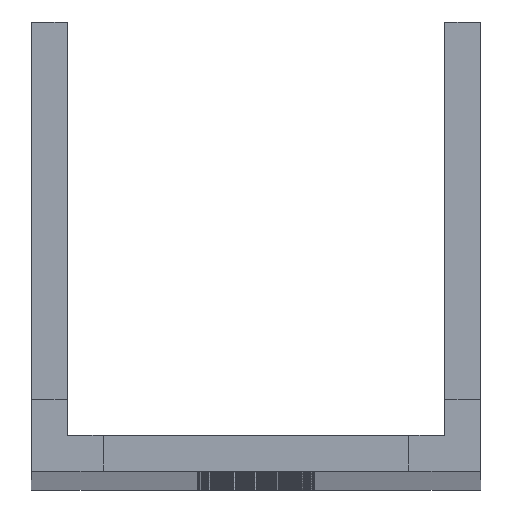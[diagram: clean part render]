
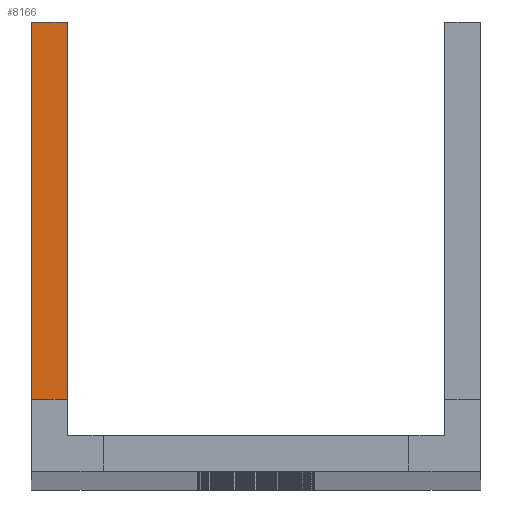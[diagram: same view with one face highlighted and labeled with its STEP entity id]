
A CAD part, top view. The second image highlights one B-rep face of the part: STEP entity #8166.
In plain terms, the highlighted planar face has unit normal (0, 0, 1).
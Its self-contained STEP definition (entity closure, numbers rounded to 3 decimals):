
#981=FACE_OUTER_BOUND('',#1509,.T.);
#1509=EDGE_LOOP('',(#6692,#6693,#6694,#6695));
#1875=LINE('',#12078,#2643);
#1940=LINE('',#12327,#2708);
#1945=LINE('',#12336,#2713);
#2306=LINE('',#13298,#3074);
#2643=VECTOR('',#9635,10.);
#2708=VECTOR('',#9822,10.);
#2713=VECTOR('',#9829,10.);
#3074=VECTOR('',#10912,10.);
#3587=VERTEX_POINT('',#12075);
#3588=VERTEX_POINT('',#12077);
#3711=VERTEX_POINT('',#12325);
#3714=VERTEX_POINT('',#12334);
#4343=EDGE_CURVE('',#3588,#3587,#1875,.T.);
#4468=EDGE_CURVE('',#3587,#3711,#1940,.T.);
#4473=EDGE_CURVE('',#3711,#3714,#1945,.T.);
#4954=EDGE_CURVE('',#3714,#3588,#2306,.T.);
#6692=ORIENTED_EDGE('',*,*,#4468,.T.);
#6693=ORIENTED_EDGE('',*,*,#4473,.T.);
#6694=ORIENTED_EDGE('',*,*,#4954,.T.);
#6695=ORIENTED_EDGE('',*,*,#4343,.T.);
#7469=PLANE('',#8927);
#8166=ADVANCED_FACE('',(#981),#7469,.T.);
#8927=AXIS2_PLACEMENT_3D('',#13297,#10910,#10911);
#9635=DIRECTION('',(0.,-1.,0.));
#9822=DIRECTION('',(1.,0.,0.));
#9829=DIRECTION('',(0.,1.,0.));
#10910=DIRECTION('center_axis',(0.,0.,1.));
#10911=DIRECTION('ref_axis',(1.,0.,0.));
#10912=DIRECTION('',(-1.,0.,0.));
#12075=CARTESIAN_POINT('',(-50.,8.,0.));
#12077=CARTESIAN_POINT('',(-50.,50.,0.));
#12078=CARTESIAN_POINT('',(-50.,-1.048,0.));
#12325=CARTESIAN_POINT('',(-46.,8.,0.));
#12327=CARTESIAN_POINT('',(-46.88,8.,0.));
#12334=CARTESIAN_POINT('',(-46.,50.,0.));
#12336=CARTESIAN_POINT('',(-46.,-1.048,0.));
#13297=CARTESIAN_POINT('Origin',(-50.,8.,0.));
#13298=CARTESIAN_POINT('',(-46.,50.,0.));
